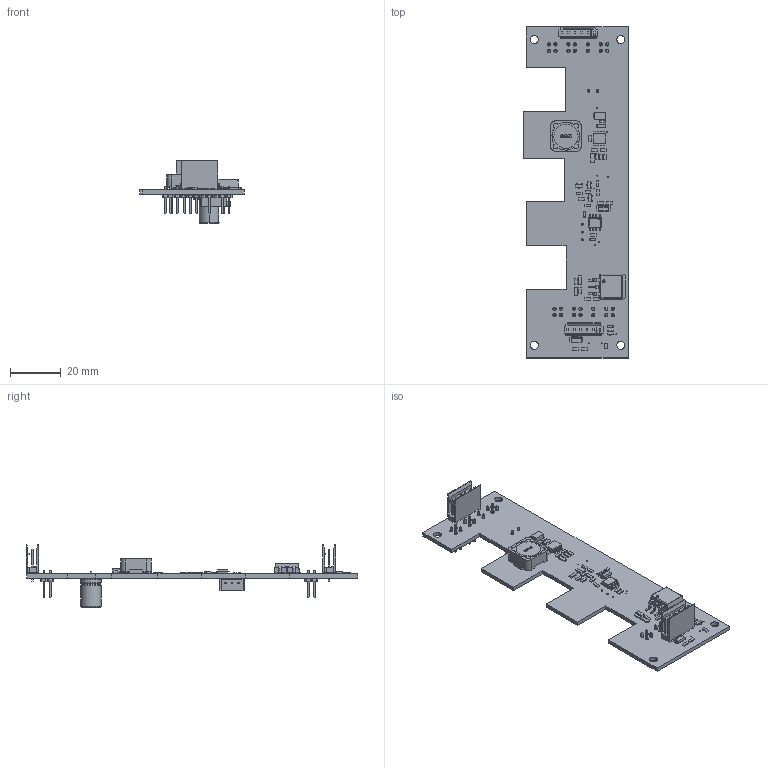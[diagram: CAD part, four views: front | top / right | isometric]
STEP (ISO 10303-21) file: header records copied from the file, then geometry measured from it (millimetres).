
FILE_DESCRIPTION(('PCB Model'),'2;1');
FILE_NAME('carte_alim_v5.STEP', '2020-03-29T10:32:08',('xoxox'),('Unspecified'), 'Open CASCADE STEP processor 6.8','Proteus','Unknown');
FILE_SCHEMA(('AUTOMOTIVE_DESIGN { 1 0 10303 214 1 1 1 1 }'));
Length unit declared in the file: millimetre
Products named in the file (161): Open CASCADE STEP translator 6.8 2; Layer_1; REG; Open CASCADE STEP translator 6.8 2.2.1; Body_1; Pin_1; Pin_2; Pin_3; Pin_4; Pin_5; Pin_6; Pin_7; Pin_8; Pin_9; C_BOOT; Open CASCADE STEP translator 6.8 2.3.1; C_IN1; Open CASCADE STEP translator 6.8 2.4.1; C_IN3; C_IN3V3_1; Open CASCADE STEP translator 6.8 2.6.1; C_IN3V3_2; C_OUT1; Open CASCADE STEP translator 6.8 2.8.1; C_OUT3V3_1; D_3V; D_5V; D_BAT; L_REG; Open CASCADE STEP translator 6.8 2.13.1; COMPOUND; =>[0:1:1:4]; =>[0:1:1:5]; =>[0:1:1:6]; =>[0:1:1:8]; =>[0:1:1:9]; =>[0:1:1:10]; =>[0:1:1:11]; =>[0:1:1:12]; =>[0:1:1:13] ...
Assembly tree (192 placements, depth 6):
  Open CASCADE STEP translator 6.8 2
    Layer_1
    REG
      Open CASCADE STEP translator 6.8 2.2.1
        Body_1
        Pin_1
        Pin_2
        Pin_3
        Pin_4
        Pin_5
        Pin_6
        Pin_7
        Pin_8
        Pin_9
    C_BOOT
      Open CASCADE STEP translator 6.8 2.3.1
        Body_1
        Pin_1
        Pin_2
    C_IN1
      Open CASCADE STEP translator 6.8 2.4.1
        Body_1
    C_IN3
      Open CASCADE STEP translator 6.8 2.3.1
        Body_1
        Pin_1
        Pin_2
    C_IN3V3_1
      Open CASCADE STEP translator 6.8 2.6.1
        Body_1
        Pin_1
        Pin_2
    C_IN3V3_2
      Open CASCADE STEP translator 6.8 2.3.1
        Body_1
        Pin_1
        Pin_2
    C_OUT1
      Open CASCADE STEP translator 6.8 2.8.1
        Body_1
        Pin_1
        Pin_2
    C_OUT3V3_1
      Open CASCADE STEP translator 6.8 2.3.1
        Body_1
        Pin_1
        Pin_2
    D_3V
      Open CASCADE STEP translator 6.8 2.3.1
        Body_1
        Pin_1
        Pin_2
    D_5V
      Open CASCADE STEP translator 6.8 2.3.1
        Body_1
        Pin_1
        Pin_2
    D_BAT
      Open CASCADE STEP translator 6.8 2.3.1
        Body_1
Bounding box: 41 x 130.3 x 24.62 mm (x, y, z)
Volume: 10137.2 mm3; surface area: 16901.4 mm2
Topology: 234 solids, 243 shells, 3420 faces, 8426 edges, 5535 vertices
Faces by surface type: plane 2654, cylinder 517, bspline 225, torus 24
Entity records: 57653 total; most frequent: CARTESIAN_POINT 13731, ORIENTED_EDGE 7865, DIRECTION 6669, EDGE_CURVE 3974, VERTEX_POINT 2625, LINE 2321, VECTOR 2321, AXIS2_PLACEMENT_3D 2174
